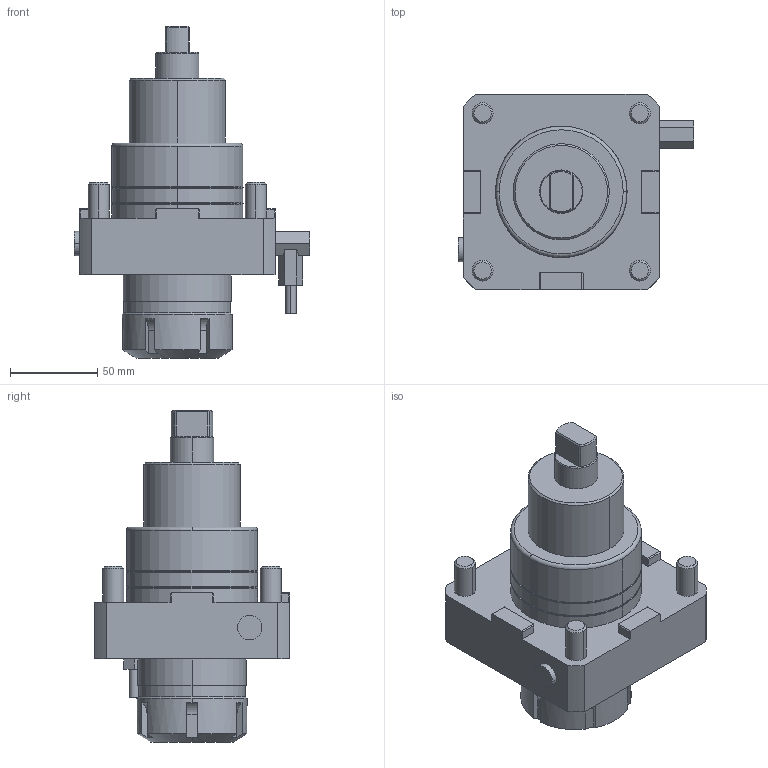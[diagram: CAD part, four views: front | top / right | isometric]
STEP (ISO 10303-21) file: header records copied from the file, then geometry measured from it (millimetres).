
FILE_DESCRIPTION(('HOOPS Exchange Step'),'2;1');
FILE_NAME('Modelcomposition.stp','2024-08-16T07:49:47+00:00',('toolarena-modelservice-ewspro'),('Unknown organisation'),'HOOPS Exchange 2021.2','HOOPS Exchange','Unknown authorisation');
FILE_SCHEMA( ('AP242_MANAGED_MODEL_BASED_3D_ENGINEERING_MIM_LF {1 0 10303 442 1 1 4 }') );
Length unit declared in the file: millimetre
Products named in the file (1): EWS_193206_DIN4003
Bounding box: 134.9 x 112 x 190 mm (x, y, z)
Volume: 853831.8 mm3; surface area: 73179 mm2
Topology: 1 solids, 1 shells, 174 faces, 448 edges, 292 vertices
Faces by surface type: plane 88, cylinder 58, cone 18, torus 10
Entity records: 5386 total; most frequent: CARTESIAN_POINT 1017, DIRECTION 954, ORIENTED_EDGE 896, EDGE_CURVE 448, AXIS2_PLACEMENT_3D 361, VERTEX_POINT 292, VECTOR 232, LINE 232
